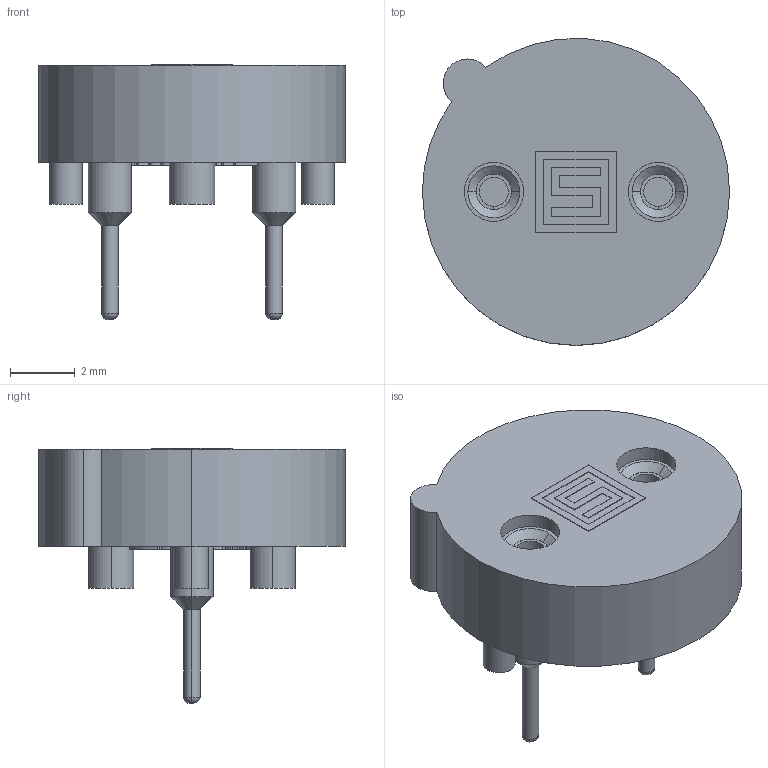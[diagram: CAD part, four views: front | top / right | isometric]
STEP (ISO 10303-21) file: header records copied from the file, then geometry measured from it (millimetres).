
FILE_DESCRIPTION (( 'STEP AP214' ), '1' );
FILE_NAME ('FMS250V.STEP', '2014-12-05T07:22:03', ( '' ), ( '' ), 'SwSTEP 2.0', 'SolidWorks 2012', '' );
FILE_SCHEMA (( 'AUTOMOTIVE_DESIGN' ));
Length unit declared in the file: millimetre
Products named in the file (1): FMS250V
Bounding box: 9.5 x 9.49 x 7.89 mm (x, y, z)
Volume: 224.2 mm3; surface area: 298.6 mm2
Topology: 1 solids, 1 shells, 202 faces, 509 edges, 334 vertices
Faces by surface type: plane 99, bspline 50, cylinder 41, cone 8, torus 4
Entity records: 10869 total; most frequent: CARTESIAN_POINT 4032, ORIENTED_EDGE 1018, DIRECTION 809, EDGE_CURVE 509, VERTEX_POINT 334, LINE 315, VECTOR 315, AXIS2_PLACEMENT_3D 247
